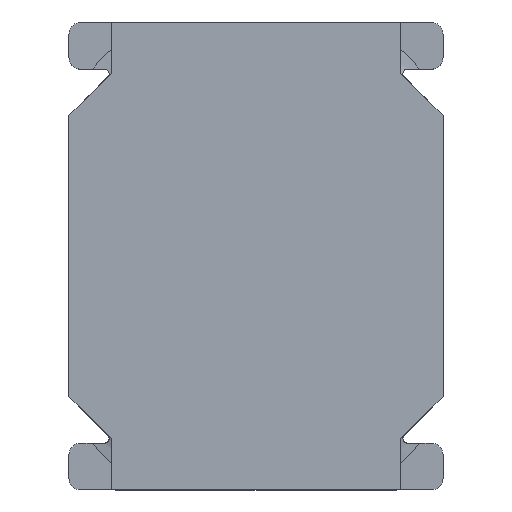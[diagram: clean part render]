
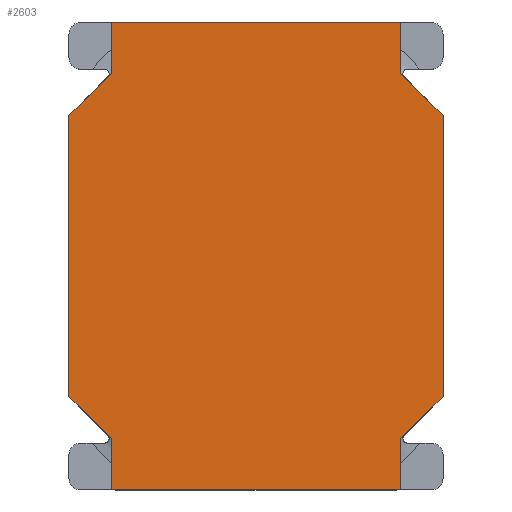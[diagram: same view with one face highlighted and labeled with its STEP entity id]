
A CAD part, top view. The second image highlights one B-rep face of the part: STEP entity #2603.
In plain terms, the highlighted planar face has unit normal (0, 0, 1).
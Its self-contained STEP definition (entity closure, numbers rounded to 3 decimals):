
#907=DIRECTION('',(0.707,0.707,0.));
#908=VECTOR('',#907,0.255);
#909=CARTESIAN_POINT('',(-0.8,0.6,0.575));
#910=LINE('',#909,#908);
#911=DIRECTION('',(0.,-1.,0.));
#912=VECTOR('',#911,0.22);
#913=CARTESIAN_POINT('',(-0.62,1.,0.575));
#914=LINE('',#913,#912);
#915=DIRECTION('',(-1.,0.,0.));
#916=VECTOR('',#915,1.24);
#917=CARTESIAN_POINT('',(0.62,1.,0.575));
#918=LINE('',#917,#916);
#919=DIRECTION('',(0.,-1.,0.));
#920=VECTOR('',#919,0.22);
#921=CARTESIAN_POINT('',(0.62,1.,0.575));
#922=LINE('',#921,#920);
#923=DIRECTION('',(0.707,-0.707,0.));
#924=VECTOR('',#923,0.255);
#925=CARTESIAN_POINT('',(0.62,0.78,0.575));
#926=LINE('',#925,#924);
#927=DIRECTION('',(0.,1.,0.));
#928=VECTOR('',#927,1.2);
#929=CARTESIAN_POINT('',(0.8,-0.6,0.575));
#930=LINE('',#929,#928);
#931=DIRECTION('',(-0.707,-0.707,0.));
#932=VECTOR('',#931,0.255);
#933=CARTESIAN_POINT('',(0.8,-0.6,0.575));
#934=LINE('',#933,#932);
#935=DIRECTION('',(0.,1.,0.));
#936=VECTOR('',#935,0.22);
#937=CARTESIAN_POINT('',(0.62,-1.,0.575));
#938=LINE('',#937,#936);
#939=DIRECTION('',(1.,0.,0.));
#940=VECTOR('',#939,1.24);
#941=CARTESIAN_POINT('',(-0.62,-1.,0.575));
#942=LINE('',#941,#940);
#943=DIRECTION('',(0.,1.,0.));
#944=VECTOR('',#943,0.22);
#945=CARTESIAN_POINT('',(-0.62,-1.,0.575));
#946=LINE('',#945,#944);
#947=DIRECTION('',(-0.707,0.707,0.));
#948=VECTOR('',#947,0.255);
#949=CARTESIAN_POINT('',(-0.62,-0.78,0.575));
#950=LINE('',#949,#948);
#951=DIRECTION('',(0.,-1.,0.));
#952=VECTOR('',#951,1.2);
#953=CARTESIAN_POINT('',(-0.8,0.6,0.575));
#954=LINE('',#953,#952);
#1442=CARTESIAN_POINT('',(-0.8,0.6,0.575));
#1443=CARTESIAN_POINT('',(-0.62,0.78,0.575));
#1444=VERTEX_POINT('',#1442);
#1445=VERTEX_POINT('',#1443);
#1446=CARTESIAN_POINT('',(-0.62,1.,0.575));
#1447=VERTEX_POINT('',#1446);
#1448=CARTESIAN_POINT('',(0.62,1.,0.575));
#1449=CARTESIAN_POINT('',(0.62,0.78,0.575));
#1450=VERTEX_POINT('',#1448);
#1451=VERTEX_POINT('',#1449);
#1452=CARTESIAN_POINT('',(0.8,0.6,0.575));
#1453=VERTEX_POINT('',#1452);
#1454=CARTESIAN_POINT('',(-0.62,-1.,0.575));
#1455=CARTESIAN_POINT('',(-0.62,-0.78,0.575));
#1456=VERTEX_POINT('',#1454);
#1457=VERTEX_POINT('',#1455);
#1458=CARTESIAN_POINT('',(-0.8,-0.6,0.575));
#1459=VERTEX_POINT('',#1458);
#1460=CARTESIAN_POINT('',(0.8,-0.6,0.575));
#1461=CARTESIAN_POINT('',(0.62,-0.78,0.575));
#1462=VERTEX_POINT('',#1460);
#1463=VERTEX_POINT('',#1461);
#1464=CARTESIAN_POINT('',(0.62,-1.,0.575));
#1465=VERTEX_POINT('',#1464);
#2576=CARTESIAN_POINT('',(0.,0.,0.575));
#2577=DIRECTION('',(0.,0.,1.));
#2578=DIRECTION('',(1.,0.,0.));
#2579=AXIS2_PLACEMENT_3D('',#2576,#2577,#2578);
#2580=PLANE('',#2579);
#2582=ORIENTED_EDGE('',*,*,#2581,.T.);
#2584=ORIENTED_EDGE('',*,*,#2583,.F.);
#2585=ORIENTED_EDGE('',*,*,#1913,.F.);
#2586=ORIENTED_EDGE('',*,*,#2565,.T.);
#2588=ORIENTED_EDGE('',*,*,#2587,.T.);
#2589=ORIENTED_EDGE('',*,*,#2022,.F.);
#2591=ORIENTED_EDGE('',*,*,#2590,.T.);
#2593=ORIENTED_EDGE('',*,*,#2592,.F.);
#2595=ORIENTED_EDGE('',*,*,#2594,.F.);
#2597=ORIENTED_EDGE('',*,*,#2596,.T.);
#2599=ORIENTED_EDGE('',*,*,#2598,.T.);
#2600=ORIENTED_EDGE('',*,*,#1851,.F.);
#2601=EDGE_LOOP('',(#2582,#2584,#2585,#2586,#2588,#2589,#2591,#2593,#2595,#2597,
#2599,#2600));
#2602=FACE_OUTER_BOUND('',#2601,.F.);
#1851=EDGE_CURVE('',#1444,#1459,#954,.T.);
#1913=EDGE_CURVE('',#1450,#1447,#918,.T.);
#2022=EDGE_CURVE('',#1462,#1453,#930,.T.);
#2565=EDGE_CURVE('',#1450,#1451,#922,.T.);
#2581=EDGE_CURVE('',#1444,#1445,#910,.T.);
#2583=EDGE_CURVE('',#1447,#1445,#914,.T.);
#2587=EDGE_CURVE('',#1451,#1453,#926,.T.);
#2590=EDGE_CURVE('',#1462,#1463,#934,.T.);
#2592=EDGE_CURVE('',#1465,#1463,#938,.T.);
#2594=EDGE_CURVE('',#1456,#1465,#942,.T.);
#2596=EDGE_CURVE('',#1456,#1457,#946,.T.);
#2598=EDGE_CURVE('',#1457,#1459,#950,.T.);
#2603=ADVANCED_FACE('',(#2602),#2580,.T.);
